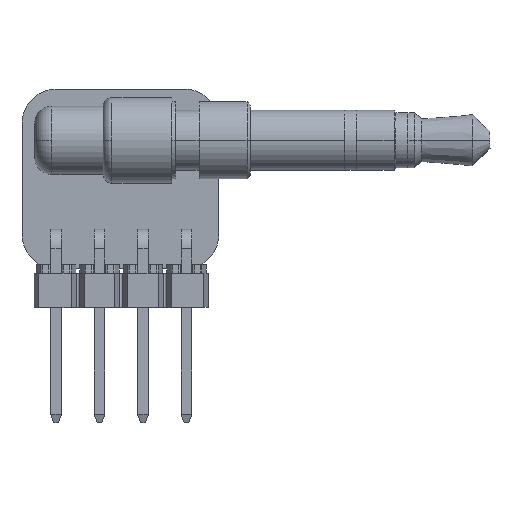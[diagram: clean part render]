
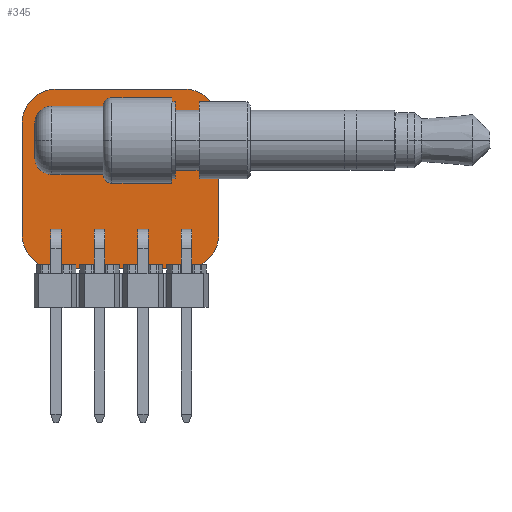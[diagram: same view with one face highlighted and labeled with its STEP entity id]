
A CAD part, top view. The second image highlights one B-rep face of the part: STEP entity #345.
In plain terms, the highlighted planar face has unit normal (0, 0, 1).
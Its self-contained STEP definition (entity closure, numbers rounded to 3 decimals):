
#80 = VERTEX_POINT('',#81);
#81 = CARTESIAN_POINT('',(2.,9.5,1.619));
#87 = EDGE_CURVE('',#80,#88,#90,.T.);
#88 = VERTEX_POINT('',#89);
#89 = CARTESIAN_POINT('',(0.,11.5,1.619));
#90 = CIRCLE('',#91,2.001);
#91 = AXIS2_PLACEMENT_3D('',#92,#93,#94);
#92 = CARTESIAN_POINT('',(2.001,11.501,1.619));
#93 = DIRECTION('',(0.,0.,-1.));
#94 = DIRECTION('',(0.,-1.,-0.));
#120 = EDGE_CURVE('',#88,#121,#123,.T.);
#121 = VERTEX_POINT('',#122);
#122 = CARTESIAN_POINT('',(0.,18.,1.619));
#123 = LINE('',#124,#125);
#124 = CARTESIAN_POINT('',(0.,11.5,1.619));
#125 = VECTOR('',#126,1.);
#126 = DIRECTION('',(0.,1.,0.));
#151 = EDGE_CURVE('',#121,#152,#154,.T.);
#152 = VERTEX_POINT('',#153);
#153 = CARTESIAN_POINT('',(2.,20.,1.619));
#154 = CIRCLE('',#155,2.001);
#155 = AXIS2_PLACEMENT_3D('',#156,#157,#158);
#156 = CARTESIAN_POINT('',(2.001,17.999,1.619));
#157 = DIRECTION('',(0.,0.,-1.));
#158 = DIRECTION('',(-1.,0.,0.));
#184 = EDGE_CURVE('',#152,#185,#187,.T.);
#185 = VERTEX_POINT('',#186);
#186 = CARTESIAN_POINT('',(9.5,20.,1.619));
#187 = LINE('',#188,#189);
#188 = CARTESIAN_POINT('',(2.,20.,1.619));
#189 = VECTOR('',#190,1.);
#190 = DIRECTION('',(1.,0.,0.));
#215 = EDGE_CURVE('',#185,#216,#218,.T.);
#216 = VERTEX_POINT('',#217);
#217 = CARTESIAN_POINT('',(11.5,18.,1.619));
#218 = CIRCLE('',#219,2.001);
#219 = AXIS2_PLACEMENT_3D('',#220,#221,#222);
#220 = CARTESIAN_POINT('',(9.499,17.999,1.619));
#221 = DIRECTION('',(0.,0.,-1.));
#222 = DIRECTION('',(0.,1.,0.));
#248 = EDGE_CURVE('',#216,#249,#251,.T.);
#249 = VERTEX_POINT('',#250);
#250 = CARTESIAN_POINT('',(11.5,11.5,1.619));
#251 = LINE('',#252,#253);
#252 = CARTESIAN_POINT('',(11.5,18.,1.619));
#253 = VECTOR('',#254,1.);
#254 = DIRECTION('',(0.,-1.,0.));
#279 = EDGE_CURVE('',#249,#280,#282,.T.);
#280 = VERTEX_POINT('',#281);
#281 = CARTESIAN_POINT('',(9.5,9.5,1.619));
#282 = CIRCLE('',#283,2.001);
#283 = AXIS2_PLACEMENT_3D('',#284,#285,#286);
#284 = CARTESIAN_POINT('',(9.499,11.501,1.619));
#285 = DIRECTION('',(0.,0.,-1.));
#286 = DIRECTION('',(1.,0.,0.));
#312 = EDGE_CURVE('',#280,#80,#313,.T.);
#313 = LINE('',#314,#315);
#314 = CARTESIAN_POINT('',(9.5,9.5,1.619));
#315 = VECTOR('',#316,1.);
#316 = DIRECTION('',(-1.,0.,0.));
#345 = ADVANCED_FACE('',(#346),#356,.F.);
#346 = FACE_BOUND('',#347,.F.);
#347 = EDGE_LOOP('',(#348,#349,#350,#351,#352,#353,#354,#355));
#348 = ORIENTED_EDGE('',*,*,#87,.T.);
#349 = ORIENTED_EDGE('',*,*,#120,.T.);
#350 = ORIENTED_EDGE('',*,*,#151,.T.);
#351 = ORIENTED_EDGE('',*,*,#184,.T.);
#352 = ORIENTED_EDGE('',*,*,#215,.T.);
#353 = ORIENTED_EDGE('',*,*,#248,.T.);
#354 = ORIENTED_EDGE('',*,*,#279,.T.);
#355 = ORIENTED_EDGE('',*,*,#312,.T.);
#356 = PLANE('',#357);
#357 = AXIS2_PLACEMENT_3D('',#358,#359,#360);
#358 = CARTESIAN_POINT('',(5.75,14.75,1.619));
#359 = DIRECTION('',(-0.,-0.,-1.));
#360 = DIRECTION('',(-1.,0.,0.));
